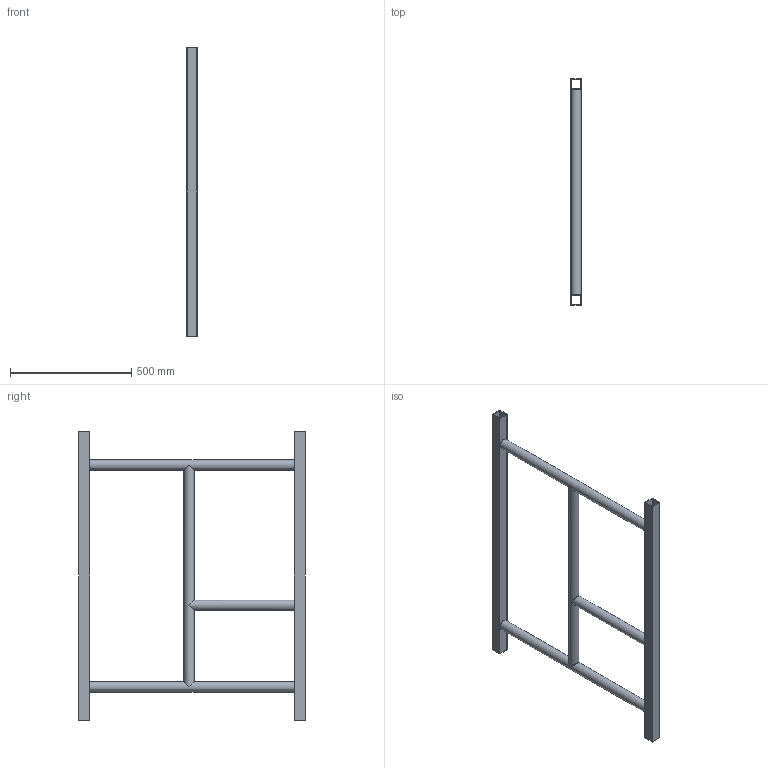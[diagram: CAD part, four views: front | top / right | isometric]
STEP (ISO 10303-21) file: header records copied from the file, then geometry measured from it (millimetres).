
FILE_DESCRIPTION(/* description */ (''),/* implementation_level */ '2;1');
FILE_NAME(/* name */ 'GE-18009.iam.stp',/* time_stamp */ '2018-01-01T11:22:28-08:00',/* author */ ('PhillipD'),/* organization */ (''),/* preprocessor_version */ 'ST-DEVELOPER v16.13',/* originating_system */ 'Autodesk Inventor 2018',/* authorisation */ '');
FILE_SCHEMA (('AP203_CONFIGURATION_CONTROLLED_3D_DESIGN_OF_MECHANICAL_PARTS_AND_ASSEMBLIES_MIM_LF { 1 0 10303 203 3 1 4 }','AUTOMOTIVE_DESIGN { 1 0 10303 214 3 1 1 }'));
Length unit declared in the file: inch
Products named in the file (5): GE-18009; GE-18009-01; GE-18009-02; GE-18009-03; GE-18009-04
Assembly tree (6 placements, depth 2):
  GE-18009
    GE-18009-01  x2
    GE-18009-02  x2
    GE-18009-03
    GE-18009-04
Bounding box: 44.45 x 933.45 x 1187.45 mm (x, y, z)
Volume: 2535660 mm3; surface area: 1516741.3 mm2
Topology: 6 solids, 6 shells, 36 faces, 77 edges, 53 vertices
Faces by surface type: plane 25, cylinder 11
Full cylindrical faces by diameter (mm): 35.052 x4, 42.164 x4
Entity records: 979 total; most frequent: CARTESIAN_POINT 298, DIRECTION 114, ORIENTED_EDGE 78, AXIS2_PLACEMENT_3D 45, EDGE_CURVE 39, EDGE_LOOP 36, VERTEX_POINT 31, STYLED_ITEM 26
